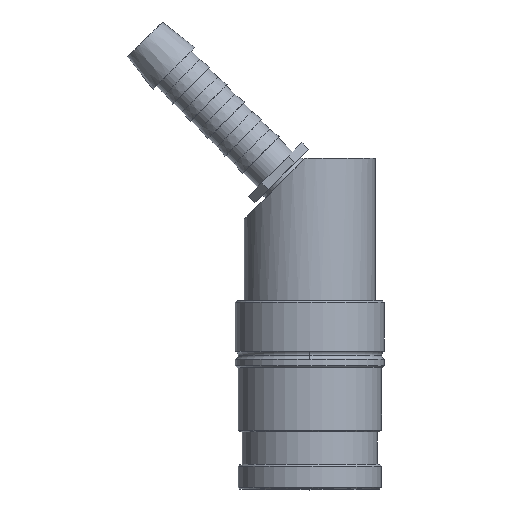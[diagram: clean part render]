
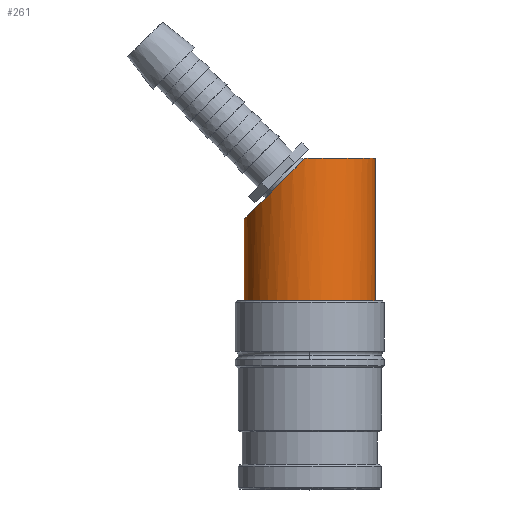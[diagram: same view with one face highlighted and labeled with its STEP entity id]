
A CAD part, top view. The second image highlights one B-rep face of the part: STEP entity #261.
In plain terms, the highlighted cylindrical face has radius 8 mm (diameter 16 mm), a partial arc.
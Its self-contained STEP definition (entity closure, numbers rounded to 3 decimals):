
#261=ADVANCED_FACE('',(#542),#543,.T.);
#542=FACE_OUTER_BOUND('',#827,.T.);
#543=CYLINDRICAL_SURFACE('',#828,8.0);
#827=EDGE_LOOP('',(#1485,#1486,#1487,#1488,#1489));
#828=AXIS2_PLACEMENT_3D('',#1490,#1491,#1492);
#1485=ORIENTED_EDGE('',*,*,#1739,.T.);
#1486=ORIENTED_EDGE('',*,*,#1832,.F.);
#1487=ORIENTED_EDGE('',*,*,#1589,.T.);
#1488=ORIENTED_EDGE('',*,*,#1741,.T.);
#1489=ORIENTED_EDGE('',*,*,#1779,.F.);
#1490=CARTESIAN_POINT('',(0.0,30.495,0.0));
#1491=DIRECTION('',(-0.0,1.0,0.0));
#1492=DIRECTION('',(1.0,0.0,0.0));
#1589=EDGE_CURVE('',#1865,#1866,#1867,.T.);
#1739=EDGE_CURVE('',#2104,#2105,#2106,.T.);
#1741=EDGE_CURVE('',#1866,#2107,#2109,.T.);
#1779=EDGE_CURVE('',#2104,#2107,#2159,.T.);
#1832=EDGE_CURVE('',#1865,#2105,#2219,.T.);
#1865=VERTEX_POINT('',#2254);
#1866=VERTEX_POINT('',#2255);
#1867=ELLIPSE('',#2256,11.314,8.0);
#2104=VERTEX_POINT('',#2589);
#2105=VERTEX_POINT('',#2590);
#2106=LINE('',#2591,#2592);
#2107=VERTEX_POINT('',#2593);
#2109=LINE('',#2595,#2596);
#2159=CIRCLE('',#2655,8.0);
#2219=CIRCLE('',#2769,8.0);
#2254=CARTESIAN_POINT('',(-0.618,40.5,7.976));
#2255=CARTESIAN_POINT('',(-8.0,33.118,0.));
#2256=AXIS2_PLACEMENT_3D('',#2804,#2805,#2806);
#2589=CARTESIAN_POINT('',(8.0,23.1,0.));
#2590=CARTESIAN_POINT('',(8.0,40.5,0.));
#2591=CARTESIAN_POINT('',(8.0,30.495,0.));
#2592=VECTOR('',#3047,1.0);
#2593=CARTESIAN_POINT('',(-8.0,23.1,0.));
#2595=CARTESIAN_POINT('',(-8.0,30.495,0.));
#2596=VECTOR('',#3051,1.0);
#2655=AXIS2_PLACEMENT_3D('',#3112,#3113,#3114);
#2769=AXIS2_PLACEMENT_3D('',#3181,#3182,#3183);
#2804=CARTESIAN_POINT('',(0.0,41.118,0.0));
#2805=DIRECTION('',(0.707,-0.707,0.0));
#2806=DIRECTION('',(0.707,0.707,0.0));
#3047=DIRECTION('',(0.0,1.0,0.0));
#3051=DIRECTION('',(-0.0,-1.0,-0.0));
#3112=CARTESIAN_POINT('',(0.0,23.1,0.0));
#3113=DIRECTION('',(0.,-1.0,-0.0));
#3114=DIRECTION('',(1.0,0.,0.0));
#3181=CARTESIAN_POINT('',(0.0,40.5,0.0));
#3182=DIRECTION('',(-0.0,1.0,0.0));
#3183=DIRECTION('',(1.0,0.0,0.0));
